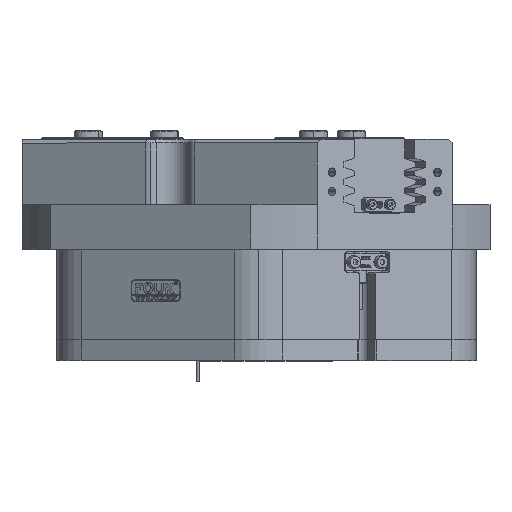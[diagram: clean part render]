
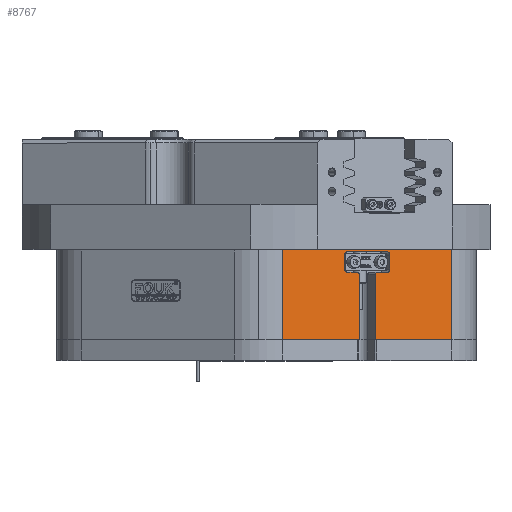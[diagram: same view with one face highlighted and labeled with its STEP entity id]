
A CAD part, top view. The second image highlights one B-rep face of the part: STEP entity #8767.
In plain terms, the highlighted planar face has unit normal (0.5, 0, 0.866).
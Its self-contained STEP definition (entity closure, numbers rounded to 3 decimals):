
#53 = LINE ( 'NONE', #2678, #30935 ) ;
#96 = CARTESIAN_POINT ( 'NONE',  ( 48.242, 38.5, 109.557 ) ) ;
#499 = DIRECTION ( 'NONE',  ( 0.5, 0., 0.866 ) ) ;
#523 = VECTOR ( 'NONE', #39872, 1000. ) ;
#640 = VERTEX_POINT ( 'NONE', #41066 ) ;
#907 = ORIENTED_EDGE ( 'NONE', *, *, #29989, .F. ) ;
#1164 = CARTESIAN_POINT ( 'NONE',  ( 108., 637.01, 75.056 ) ) ;
#1617 = AXIS2_PLACEMENT_3D ( 'NONE', #26268, #44726, #12034 ) ;
#1695 = CARTESIAN_POINT ( 'NONE',  ( 46.51, 40.5, 110.557 ) ) ;
#1888 = DIRECTION ( 'NONE',  ( 0.5, 0., 0.866 ) ) ;
#2653 = CARTESIAN_POINT ( 'NONE',  ( 54.737, 51.8, 105.807 ) ) ;
#2678 = CARTESIAN_POINT ( 'NONE',  ( 238., 0., 0. ) ) ;
#2798 = AXIS2_PLACEMENT_3D ( 'NONE', #32812, #499, #9962 ) ;
#5084 = ORIENTED_EDGE ( 'NONE', *, *, #13798, .F. ) ;
#5677 = DIRECTION ( 'NONE',  ( 0.5, 0., 0.866 ) ) ;
#5991 = VERTEX_POINT ( 'NONE', #49085 ) ;
#6523 = CARTESIAN_POINT ( 'NONE',  ( 53.871, 37.5, 106.307 ) ) ;
#6659 = CIRCLE ( 'NONE', #57166, 2. ) ;
#6901 = DIRECTION ( 'NONE',  ( 0.866, 0., -0.5 ) ) ;
#7691 = CARTESIAN_POINT ( 'NONE',  ( 54.737, 637.01, 105.807 ) ) ;
#7995 = VECTOR ( 'NONE', #17139, 1000. ) ;
#8316 = LINE ( 'NONE', #45966, #17644 ) ;
#8640 = CARTESIAN_POINT ( 'NONE',  ( 70.758, 40.5, 96.557 ) ) ;
#8767 = ADVANCED_FACE ( 'NONE', ( #59413 ), #20348, .T. ) ;
#9101 = VERTEX_POINT ( 'NONE', #45989 ) ;
#9576 = CARTESIAN_POINT ( 'NONE',  ( 238., 50.5, 0. ) ) ;
#9772 = VECTOR ( 'NONE', #48053, 1000. ) ;
#9962 = DIRECTION ( 'NONE',  ( 0.866, 0., -0.5 ) ) ;
#10048 = EDGE_CURVE ( 'NONE', #52159, #9101, #43096, .T. ) ;
#10284 = ORIENTED_EDGE ( 'NONE', *, *, #35071, .F. ) ;
#11043 = LINE ( 'NONE', #9576, #30409 ) ;
#11447 = ORIENTED_EDGE ( 'NONE', *, *, #36855, .F. ) ;
#11868 = VERTEX_POINT ( 'NONE', #29408 ) ;
#11891 = VERTEX_POINT ( 'NONE', #1695 ) ;
#12034 = DIRECTION ( 'NONE',  ( 0.866, 0., -0.5 ) ) ;
#12651 = ORIENTED_EDGE ( 'NONE', *, *, #42378, .F. ) ;
#12661 = VECTOR ( 'NONE', #45656, 1000. ) ;
#13252 = DIRECTION ( 'NONE',  ( 0.866, 0., -0.5 ) ) ;
#13325 = ORIENTED_EDGE ( 'NONE', *, *, #36213, .F. ) ;
#13326 = CIRCLE ( 'NONE', #14368, 1. ) ;
#13439 = CARTESIAN_POINT ( 'NONE',  ( 46.51, 637.01, 110.557 ) ) ;
#13471 = DIRECTION ( 'NONE',  ( -0.866, 0., 0.5 ) ) ;
#13798 = EDGE_CURVE ( 'NONE', #43628, #52159, #47818, .T. ) ;
#14368 = AXIS2_PLACEMENT_3D ( 'NONE', #6523, #1888, #20176 ) ;
#15258 = LINE ( 'NONE', #1164, #16702 ) ;
#15781 = VECTOR ( 'NONE', #18063, 1000. ) ;
#16504 = ORIENTED_EDGE ( 'NONE', *, *, #23024, .T. ) ;
#16702 = VECTOR ( 'NONE', #51124, 1000. ) ;
#16726 = AXIS2_PLACEMENT_3D ( 'NONE', #18960, #5677, #56017 ) ;
#17139 = DIRECTION ( 'NONE',  ( 0., -1., 0. ) ) ;
#17644 = VECTOR ( 'NONE', #13471, 1000. ) ;
#17793 = VECTOR ( 'NONE', #24724, 1000. ) ;
#18063 = DIRECTION ( 'NONE',  ( 0., -1., 0. ) ) ;
#18335 = VERTEX_POINT ( 'NONE', #55161 ) ;
#18504 = CIRCLE ( 'NONE', #16726, 1. ) ;
#18960 = CARTESIAN_POINT ( 'NONE',  ( 65.129, 37.5, 99.807 ) ) ;
#19066 = VECTOR ( 'NONE', #25638, 1000. ) ;
#20102 = EDGE_CURVE ( 'NONE', #11891, #56967, #22344, .T. ) ;
#20176 = DIRECTION ( 'NONE',  ( 0.866, 0., -0.5 ) ) ;
#20348 = PLANE ( 'NONE',  #23520 ) ;
#20668 = CARTESIAN_POINT ( 'NONE',  ( 72.49, 40.5, 95.557 ) ) ;
#21364 = LINE ( 'NONE', #2653, #27120 ) ;
#21426 = ORIENTED_EDGE ( 'NONE', *, *, #52934, .F. ) ;
#21672 = CARTESIAN_POINT ( 'NONE',  ( 48.242, 40.5, 109.557 ) ) ;
#21714 = CARTESIAN_POINT ( 'NONE',  ( 238., 38.5, 0. ) ) ;
#22344 = CIRCLE ( 'NONE', #57342, 2. ) ;
#22691 = VERTEX_POINT ( 'NONE', #45807 ) ;
#23024 = EDGE_CURVE ( 'NONE', #58034, #22691, #18504, .T. ) ;
#23520 = AXIS2_PLACEMENT_3D ( 'NONE', #56397, #43630, #6901 ) ;
#23977 = ORIENTED_EDGE ( 'NONE', *, *, #32454, .T. ) ;
#24724 = DIRECTION ( 'NONE',  ( 0.866, 0., -0.5 ) ) ;
#25045 = CARTESIAN_POINT ( 'NONE',  ( 65.129, 38.5, 99.807 ) ) ;
#25638 = DIRECTION ( 'NONE',  ( 0., -1., 0. ) ) ;
#25675 = DIRECTION ( 'NONE',  ( 0.866, 0., -0.5 ) ) ;
#26268 = CARTESIAN_POINT ( 'NONE',  ( 48.242, 48.5, 109.557 ) ) ;
#26290 = DIRECTION ( 'NONE',  ( 0.5, 0., 0.866 ) ) ;
#27120 = VECTOR ( 'NONE', #39001, 1000. ) ;
#27402 = VERTEX_POINT ( 'NONE', #27660 ) ;
#27660 = CARTESIAN_POINT ( 'NONE',  ( 48.242, 50.5, 109.557 ) ) ;
#28581 = VERTEX_POINT ( 'NONE', #38860 ) ;
#29408 = CARTESIAN_POINT ( 'NONE',  ( 11., 0., 131.059 ) ) ;
#29989 = EDGE_CURVE ( 'NONE', #58034, #640, #57886, .T. ) ;
#30409 = VECTOR ( 'NONE', #37826, 1000. ) ;
#30935 = VECTOR ( 'NONE', #44417, 1000. ) ;
#31600 = ORIENTED_EDGE ( 'NONE', *, *, #10048, .F. ) ;
#32063 = EDGE_CURVE ( 'NONE', #55997, #22691, #57791, .T. ) ;
#32454 = EDGE_CURVE ( 'NONE', #34422, #47857, #13326, .T. ) ;
#32812 = CARTESIAN_POINT ( 'NONE',  ( 70.758, 48.5, 96.557 ) ) ;
#33177 = VERTEX_POINT ( 'NONE', #54923 ) ;
#34298 = ORIENTED_EDGE ( 'NONE', *, *, #32063, .F. ) ;
#34396 = CIRCLE ( 'NONE', #1617, 2. ) ;
#34422 = VERTEX_POINT ( 'NONE', #55375 ) ;
#35071 = EDGE_CURVE ( 'NONE', #640, #43628, #6659, .T. ) ;
#35325 = EDGE_CURVE ( 'NONE', #39548, #5991, #15258, .T. ) ;
#35440 = CARTESIAN_POINT ( 'NONE',  ( 72.49, 637.01, 95.557 ) ) ;
#36092 = CARTESIAN_POINT ( 'NONE',  ( 108., 0., 75.056 ) ) ;
#36213 = EDGE_CURVE ( 'NONE', #34422, #28581, #44616, .T. ) ;
#36376 = ORIENTED_EDGE ( 'NONE', *, *, #43852, .F. ) ;
#36855 = EDGE_CURVE ( 'NONE', #33177, #11891, #59493, .T. ) ;
#37826 = DIRECTION ( 'NONE',  ( -0.866, 0., 0.5 ) ) ;
#37895 = LINE ( 'NONE', #57836, #523 ) ;
#38860 = CARTESIAN_POINT ( 'NONE',  ( 54.737, 0., 105.807 ) ) ;
#38994 = ORIENTED_EDGE ( 'NONE', *, *, #53917, .F. ) ;
#39001 = DIRECTION ( 'NONE',  ( 0.866, 0., -0.5 ) ) ;
#39548 = VERTEX_POINT ( 'NONE', #36092 ) ;
#39652 = ORIENTED_EDGE ( 'NONE', *, *, #35325, .T. ) ;
#39872 = DIRECTION ( 'NONE',  ( 0.866, 0., -0.5 ) ) ;
#40527 = EDGE_LOOP ( 'NONE', ( #39652, #21426, #55507, #56445, #13325, #23977, #38994, #42546, #11447, #36376, #12651, #31600, #5084, #10284, #907, #16504, #34298, #54777 ) ) ;
#40698 = EDGE_CURVE ( 'NONE', #18335, #11868, #43476, .T. ) ;
#40745 = DIRECTION ( 'NONE',  ( 0.5, 0., 0.866 ) ) ;
#41066 = CARTESIAN_POINT ( 'NONE',  ( 70.758, 38.5, 96.557 ) ) ;
#42378 = EDGE_CURVE ( 'NONE', #9101, #27402, #11043, .T. ) ;
#42546 = ORIENTED_EDGE ( 'NONE', *, *, #20102, .F. ) ;
#42826 = CARTESIAN_POINT ( 'NONE',  ( 72.49, 48.5, 95.557 ) ) ;
#43096 = CIRCLE ( 'NONE', #2798, 2. ) ;
#43476 = LINE ( 'NONE', #47726, #19066 ) ;
#43628 = VERTEX_POINT ( 'NONE', #20668 ) ;
#43630 = DIRECTION ( 'NONE',  ( 0.5, 0., 0.866 ) ) ;
#43645 = CARTESIAN_POINT ( 'NONE',  ( 53.871, 38.5, 106.307 ) ) ;
#43852 = EDGE_CURVE ( 'NONE', #27402, #33177, #34396, .T. ) ;
#44417 = DIRECTION ( 'NONE',  ( -0.866, 0., 0.5 ) ) ;
#44461 = CARTESIAN_POINT ( 'NONE',  ( 64.263, 637.01, 100.307 ) ) ;
#44616 = LINE ( 'NONE', #7691, #7995 ) ;
#44726 = DIRECTION ( 'NONE',  ( 0.5, 0., 0.866 ) ) ;
#45656 = DIRECTION ( 'NONE',  ( 0., 1., 0. ) ) ;
#45807 = CARTESIAN_POINT ( 'NONE',  ( 64.263, 37.5, 100.307 ) ) ;
#45966 = CARTESIAN_POINT ( 'NONE',  ( 238., 0., 0. ) ) ;
#45989 = CARTESIAN_POINT ( 'NONE',  ( 70.758, 50.5, 96.557 ) ) ;
#47179 = EDGE_CURVE ( 'NONE', #39548, #55997, #8316, .T. ) ;
#47180 = CARTESIAN_POINT ( 'NONE',  ( 64.263, 0., 100.307 ) ) ;
#47726 = CARTESIAN_POINT ( 'NONE',  ( 11., 637.01, 131.059 ) ) ;
#47818 = LINE ( 'NONE', #35440, #12661 ) ;
#47857 = VERTEX_POINT ( 'NONE', #43645 ) ;
#48053 = DIRECTION ( 'NONE',  ( 0., 1., 0. ) ) ;
#49085 = CARTESIAN_POINT ( 'NONE',  ( 108., 51.8, 75.056 ) ) ;
#50697 = EDGE_CURVE ( 'NONE', #28581, #11868, #53, .T. ) ;
#51124 = DIRECTION ( 'NONE',  ( 0., 1., 0. ) ) ;
#52159 = VERTEX_POINT ( 'NONE', #42826 ) ;
#52934 = EDGE_CURVE ( 'NONE', #18335, #5991, #21364, .T. ) ;
#53917 = EDGE_CURVE ( 'NONE', #56967, #47857, #37895, .T. ) ;
#54777 = ORIENTED_EDGE ( 'NONE', *, *, #47179, .F. ) ;
#54923 = CARTESIAN_POINT ( 'NONE',  ( 46.51, 48.5, 110.557 ) ) ;
#55161 = CARTESIAN_POINT ( 'NONE',  ( 11., 51.8, 131.059 ) ) ;
#55375 = CARTESIAN_POINT ( 'NONE',  ( 54.737, 37.5, 105.807 ) ) ;
#55507 = ORIENTED_EDGE ( 'NONE', *, *, #40698, .T. ) ;
#55997 = VERTEX_POINT ( 'NONE', #47180 ) ;
#56017 = DIRECTION ( 'NONE',  ( 0.866, 0., -0.5 ) ) ;
#56397 = CARTESIAN_POINT ( 'NONE',  ( 238., 637.01, 0. ) ) ;
#56445 = ORIENTED_EDGE ( 'NONE', *, *, #50697, .F. ) ;
#56967 = VERTEX_POINT ( 'NONE', #96 ) ;
#57166 = AXIS2_PLACEMENT_3D ( 'NONE', #8640, #40745, #13252 ) ;
#57342 = AXIS2_PLACEMENT_3D ( 'NONE', #21672, #26290, #25675 ) ;
#57791 = LINE ( 'NONE', #44461, #9772 ) ;
#57836 = CARTESIAN_POINT ( 'NONE',  ( 238., 38.5, 0. ) ) ;
#57886 = LINE ( 'NONE', #21714, #17793 ) ;
#58034 = VERTEX_POINT ( 'NONE', #25045 ) ;
#59413 = FACE_OUTER_BOUND ( 'NONE', #40527, .T. ) ;
#59493 = LINE ( 'NONE', #13439, #15781 ) ;
